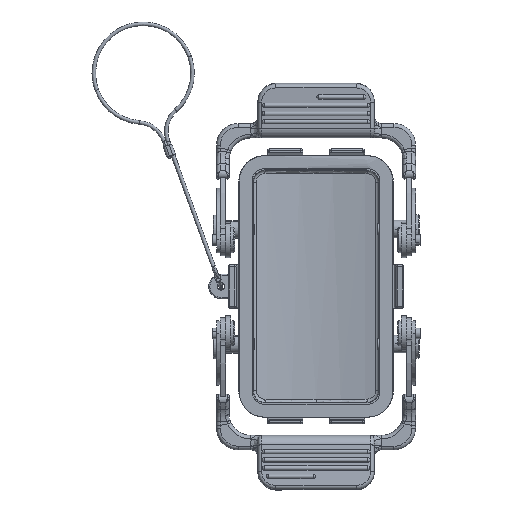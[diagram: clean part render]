
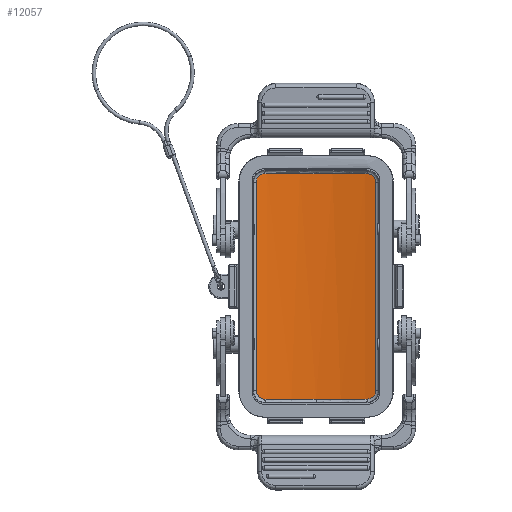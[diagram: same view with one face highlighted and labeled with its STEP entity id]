
A CAD part, front view. The second image highlights one B-rep face of the part: STEP entity #12057.
In plain terms, the highlighted cylindrical face has radius 77.4 mm (diameter 154.8 mm), a partial arc.
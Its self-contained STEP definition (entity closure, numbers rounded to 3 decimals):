
#5486=B_SPLINE_CURVE_WITH_KNOTS('',3,(#68211,#68212,#68213,#68214),
 .UNSPECIFIED.,.F.,.F.,(4,4),(0.,1.),.UNSPECIFIED.);
#5487=B_SPLINE_CURVE_WITH_KNOTS('',3,(#68217,#68218,#68219,#68220),
 .UNSPECIFIED.,.F.,.F.,(4,4),(0.,1.),.UNSPECIFIED.);
#5488=B_SPLINE_CURVE_WITH_KNOTS('',3,(#68222,#68223,#68224,#68225),
 .UNSPECIFIED.,.F.,.F.,(4,4),(0.,1.),.UNSPECIFIED.);
#5489=B_SPLINE_CURVE_WITH_KNOTS('',3,(#68227,#68228,#68229,#68230),
 .UNSPECIFIED.,.F.,.F.,(4,4),(0.,1.),.UNSPECIFIED.);
#5490=B_SPLINE_CURVE_WITH_KNOTS('',3,(#68232,#68233,#68234,#68235,#68236,
#68237),.UNSPECIFIED.,.F.,.F.,(4,2,4),(0.,0.5,1.),.UNSPECIFIED.);
#5491=B_SPLINE_CURVE_WITH_KNOTS('',3,(#68241,#68242,#68243,#68244,#68245,
#68246),.UNSPECIFIED.,.F.,.F.,(4,2,4),(0.,0.5,1.),.UNSPECIFIED.);
#5492=B_SPLINE_CURVE_WITH_KNOTS('',3,(#68248,#68249,#68250,#68251),
 .UNSPECIFIED.,.F.,.F.,(4,4),(0.,1.),.UNSPECIFIED.);
#5493=B_SPLINE_CURVE_WITH_KNOTS('',3,(#68253,#68254,#68255,#68256),
 .UNSPECIFIED.,.F.,.F.,(4,4),(0.,1.),.UNSPECIFIED.);
#5494=B_SPLINE_CURVE_WITH_KNOTS('',3,(#68258,#68259,#68260,#68261),
 .UNSPECIFIED.,.F.,.F.,(4,4),(0.,1.),.UNSPECIFIED.);
#5495=B_SPLINE_CURVE_WITH_KNOTS('',3,(#68263,#68264,#68265,#68266,#68267,
#68268),.UNSPECIFIED.,.F.,.F.,(4,2,4),(0.,0.5,1.),.UNSPECIFIED.);
#5496=B_SPLINE_CURVE_WITH_KNOTS('',3,(#68272,#68273,#68274,#68275,#68276,
#68277),.UNSPECIFIED.,.F.,.F.,(4,2,4),(0.,0.5,1.),.UNSPECIFIED.);
#6275=CYLINDRICAL_SURFACE('',#36076,77.4);
#8281=LINE('',#68239,#10346);
#8282=LINE('',#68270,#10347);
#10346=VECTOR('',#43502,1.);
#10347=VECTOR('',#43503,1.);
#12057=ADVANCED_FACE('NONE',(#14434),#6275,.F.);
#14434=FACE_OUTER_BOUND('',#16302,.T.);
#16302=EDGE_LOOP('',(#24621,#24622,#24623,#24624,#24625,#24626,#24627,#24628,
#24629,#24630,#24631,#24632,#24633));
#24621=ORIENTED_EDGE('',*,*,#31971,.T.);
#24622=ORIENTED_EDGE('',*,*,#31972,.T.);
#24623=ORIENTED_EDGE('',*,*,#31973,.T.);
#24624=ORIENTED_EDGE('',*,*,#31974,.F.);
#24625=ORIENTED_EDGE('',*,*,#31975,.T.);
#24626=ORIENTED_EDGE('',*,*,#31976,.T.);
#24627=ORIENTED_EDGE('',*,*,#31977,.T.);
#24628=ORIENTED_EDGE('',*,*,#31978,.T.);
#24629=ORIENTED_EDGE('',*,*,#31979,.T.);
#24630=ORIENTED_EDGE('',*,*,#31980,.F.);
#24631=ORIENTED_EDGE('',*,*,#31981,.T.);
#24632=ORIENTED_EDGE('',*,*,#31982,.T.);
#24633=ORIENTED_EDGE('',*,*,#31983,.T.);
#27723=VERTEX_POINT('',#68215);
#27724=VERTEX_POINT('',#68216);
#27725=VERTEX_POINT('',#68221);
#27726=VERTEX_POINT('',#68226);
#27727=VERTEX_POINT('',#68231);
#27728=VERTEX_POINT('',#68238);
#27729=VERTEX_POINT('',#68240);
#27730=VERTEX_POINT('',#68247);
#27731=VERTEX_POINT('',#68252);
#27732=VERTEX_POINT('',#68257);
#27733=VERTEX_POINT('',#68262);
#27734=VERTEX_POINT('',#68269);
#27735=VERTEX_POINT('',#68271);
#31971=EDGE_CURVE('NONE',#27723,#27724,#5486,.T.);
#31972=EDGE_CURVE('NONE',#27724,#27725,#5487,.T.);
#31973=EDGE_CURVE('NONE',#27725,#27726,#5488,.T.);
#31974=EDGE_CURVE('NONE',#27727,#27726,#5489,.T.);
#31975=EDGE_CURVE('NONE',#27727,#27728,#5490,.T.);
#31976=EDGE_CURVE('NONE',#27728,#27729,#8281,.T.);
#31977=EDGE_CURVE('NONE',#27729,#27730,#5491,.T.);
#31978=EDGE_CURVE('NONE',#27730,#27731,#5492,.T.);
#31979=EDGE_CURVE('NONE',#27731,#27732,#5493,.T.);
#31980=EDGE_CURVE('NONE',#27733,#27732,#5494,.T.);
#31981=EDGE_CURVE('NONE',#27733,#27734,#5495,.T.);
#31982=EDGE_CURVE('NONE',#27734,#27735,#8282,.T.);
#31983=EDGE_CURVE('NONE',#27735,#27723,#5496,.T.);
#36076=AXIS2_PLACEMENT_3D('',#68278,#43504,#43505);
#43502=DIRECTION('',(0.,0.,1.));
#43503=DIRECTION('',(0.,0.,-1.));
#43504=DIRECTION('',(0.,0.,1.));
#43505=DIRECTION('',(1.,0.,0.));
#68211=CARTESIAN_POINT('',(-55.769,-13.05,22.709));
#68212=CARTESIAN_POINT('',(-55.564,-13.011,22.709));
#68213=CARTESIAN_POINT('',(-55.357,-12.974,22.71));
#68214=CARTESIAN_POINT('',(-55.151,-12.937,22.71));
#68215=CARTESIAN_POINT('',(-55.769,-13.05,22.709));
#68216=CARTESIAN_POINT('',(-55.151,-12.937,22.71));
#68217=CARTESIAN_POINT('',(-55.151,-12.937,22.71));
#68218=CARTESIAN_POINT('',(-50.661,-12.134,22.717));
#68219=CARTESIAN_POINT('',(-46.095,-11.728,22.72));
#68220=CARTESIAN_POINT('',(-41.525,-11.728,22.72));
#68221=CARTESIAN_POINT('',(-41.525,-11.728,22.72));
#68222=CARTESIAN_POINT('',(-41.525,-11.728,22.72));
#68223=CARTESIAN_POINT('',(-36.955,-11.728,22.72));
#68224=CARTESIAN_POINT('',(-32.39,-12.134,22.717));
#68225=CARTESIAN_POINT('',(-27.899,-12.937,22.71));
#68226=CARTESIAN_POINT('',(-27.899,-12.937,22.71));
#68227=CARTESIAN_POINT('',(-27.281,-13.05,22.709));
#68228=CARTESIAN_POINT('',(-27.487,-13.011,22.709));
#68229=CARTESIAN_POINT('',(-27.693,-12.974,22.71));
#68230=CARTESIAN_POINT('',(-27.899,-12.937,22.71));
#68231=CARTESIAN_POINT('',(-27.281,-13.049,22.709));
#68232=CARTESIAN_POINT('',(-27.281,-13.05,22.709));
#68233=CARTESIAN_POINT('',(-26.616,-13.175,22.708));
#68234=CARTESIAN_POINT('',(-26.037,-13.292,22.946));
#68235=CARTESIAN_POINT('',(-25.107,-13.488,23.846));
#68236=CARTESIAN_POINT('',(-24.845,-13.547,24.461));
#68237=CARTESIAN_POINT('',(-24.845,-13.547,25.105));
#68238=CARTESIAN_POINT('',(-24.845,-13.547,25.105));
#68239=CARTESIAN_POINT('',(-24.845,-13.547,19.019));
#68240=CARTESIAN_POINT('',(-24.846,-13.548,83.034));
#68241=CARTESIAN_POINT('',(-24.845,-13.547,83.034));
#68242=CARTESIAN_POINT('',(-24.845,-13.547,83.704));
#68243=CARTESIAN_POINT('',(-25.1,-13.489,84.286));
#68244=CARTESIAN_POINT('',(-26.047,-13.29,85.202));
#68245=CARTESIAN_POINT('',(-26.616,-13.175,85.43));
#68246=CARTESIAN_POINT('',(-27.281,-13.05,85.429));
#68247=CARTESIAN_POINT('',(-27.281,-13.05,85.429));
#68248=CARTESIAN_POINT('',(-27.281,-13.05,85.429));
#68249=CARTESIAN_POINT('',(-27.487,-13.011,85.429));
#68250=CARTESIAN_POINT('',(-27.693,-12.974,85.429));
#68251=CARTESIAN_POINT('',(-27.899,-12.937,85.428));
#68252=CARTESIAN_POINT('',(-27.899,-12.937,85.428));
#68253=CARTESIAN_POINT('',(-27.899,-12.937,85.428));
#68254=CARTESIAN_POINT('',(-36.888,-11.329,85.415));
#68255=CARTESIAN_POINT('',(-46.162,-11.329,85.415));
#68256=CARTESIAN_POINT('',(-55.151,-12.937,85.428));
#68257=CARTESIAN_POINT('',(-55.151,-12.937,85.428));
#68258=CARTESIAN_POINT('',(-55.769,-13.05,85.429));
#68259=CARTESIAN_POINT('',(-55.564,-13.012,85.429));
#68260=CARTESIAN_POINT('',(-55.357,-12.974,85.429));
#68261=CARTESIAN_POINT('',(-55.151,-12.937,85.428));
#68262=CARTESIAN_POINT('',(-55.77,-13.049,85.429));
#68263=CARTESIAN_POINT('',(-55.769,-13.05,85.429));
#68264=CARTESIAN_POINT('',(-56.435,-13.175,85.43));
#68265=CARTESIAN_POINT('',(-57.013,-13.292,85.193));
#68266=CARTESIAN_POINT('',(-57.943,-13.488,84.293));
#68267=CARTESIAN_POINT('',(-58.205,-13.547,83.677));
#68268=CARTESIAN_POINT('',(-58.205,-13.547,83.034));
#68269=CARTESIAN_POINT('',(-58.205,-13.547,83.034));
#68270=CARTESIAN_POINT('',(-58.205,-13.547,19.019));
#68271=CARTESIAN_POINT('',(-58.205,-13.547,25.105));
#68272=CARTESIAN_POINT('',(-58.205,-13.547,25.105));
#68273=CARTESIAN_POINT('',(-58.205,-13.547,24.435));
#68274=CARTESIAN_POINT('',(-57.95,-13.489,23.853));
#68275=CARTESIAN_POINT('',(-57.003,-13.29,22.937));
#68276=CARTESIAN_POINT('',(-56.434,-13.175,22.708));
#68277=CARTESIAN_POINT('',(-55.769,-13.05,22.709));
#68278=CARTESIAN_POINT('',(-41.525,-89.128,19.019));
